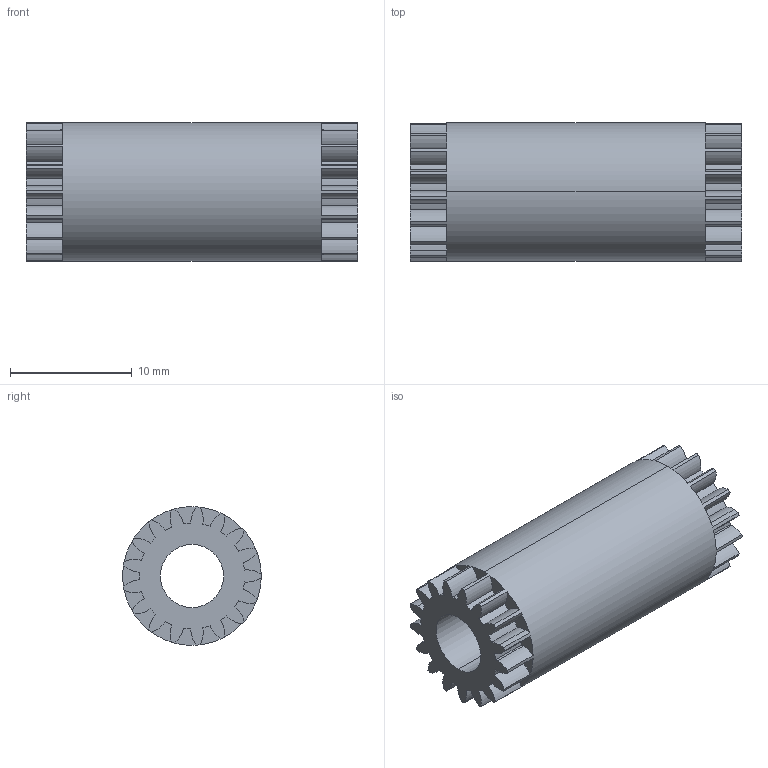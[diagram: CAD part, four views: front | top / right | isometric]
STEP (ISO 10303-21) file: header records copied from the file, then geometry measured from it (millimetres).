
FILE_DESCRIPTION (( 'STEP AP214' ), '1' );
FILE_NAME ('肮祭湍嗉喘.STEP', '2024-01-19T19:22:27', ( '' ), ( '' ), 'SwSTEP 2.0', 'SolidWorks 2022', '' );
FILE_SCHEMA (( 'AUTOMOTIVE_DESIGN' ));
Length unit declared in the file: millimetre
Products named in the file (1): 同步带惰齿
Bounding box: 27.3 x 11.39 x 11.4 mm (x, y, z)
Volume: 2063 mm3; surface area: 1759 mm2
Topology: 1 solids, 1 shells, 150 faces, 444 edges, 296 vertices
Faces by surface type: cylinder 114, plane 36
Entity records: 5242 total; most frequent: DIRECTION 1042, CARTESIAN_POINT 891, ORIENTED_EDGE 888, AXIS2_PLACEMENT_3D 447, EDGE_CURVE 444, CIRCLE 296, VERTEX_POINT 296, EDGE_LOOP 152
